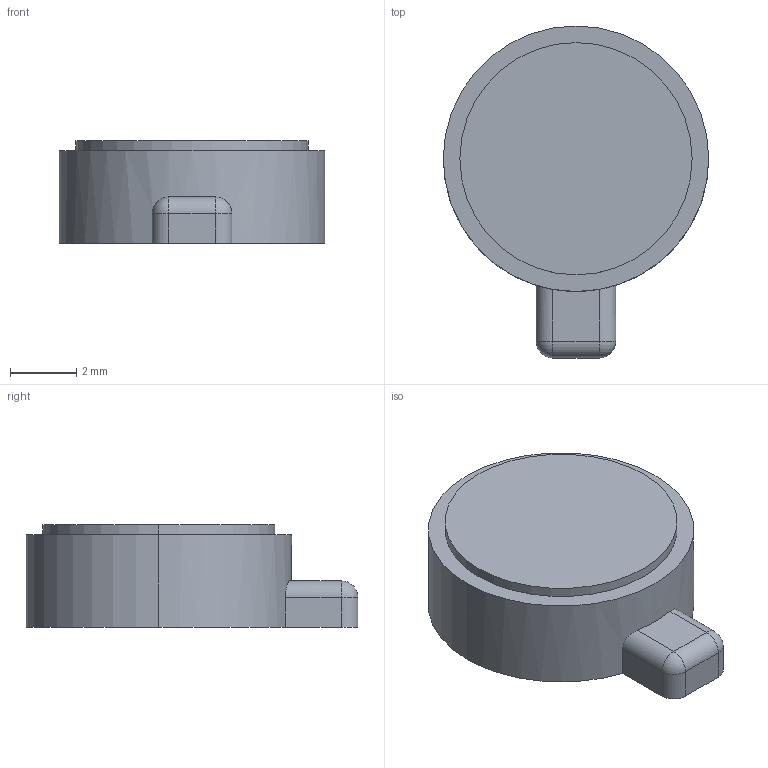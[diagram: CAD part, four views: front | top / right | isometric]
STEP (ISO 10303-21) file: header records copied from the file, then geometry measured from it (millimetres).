
FILE_DESCRIPTION (( 'STEP AP214' ), '1' );
FILE_NAME ('Õñ¶¯µç»ú0827.STEP', '2021-12-14T11:59:12', ( '' ), ( '' ), 'SwSTEP 2.0', 'SolidWorks 2016', '' );
FILE_SCHEMA (( 'AUTOMOTIVE_DESIGN' ));
Length unit declared in the file: millimetre
Products named in the file (1): 淥雄萇儂0827
Bounding box: 8 x 10 x 3.1 mm (x, y, z)
Volume: 158.7 mm3; surface area: 191.3 mm2
Topology: 1 solids, 1 shells, 18 faces, 41 edges, 24 vertices
Faces by surface type: cylinder 9, plane 7, sphere 2
Entity records: 731 total; most frequent: DIRECTION 93, CARTESIAN_POINT 92, ORIENTED_EDGE 78, EDGE_CURVE 39, AXIS2_PLACEMENT_3D 37, VERTEX_POINT 24, UNCERTAINTY_MEASURE_WITH_UNIT 21, SURFACE_STYLE_USAGE 20
